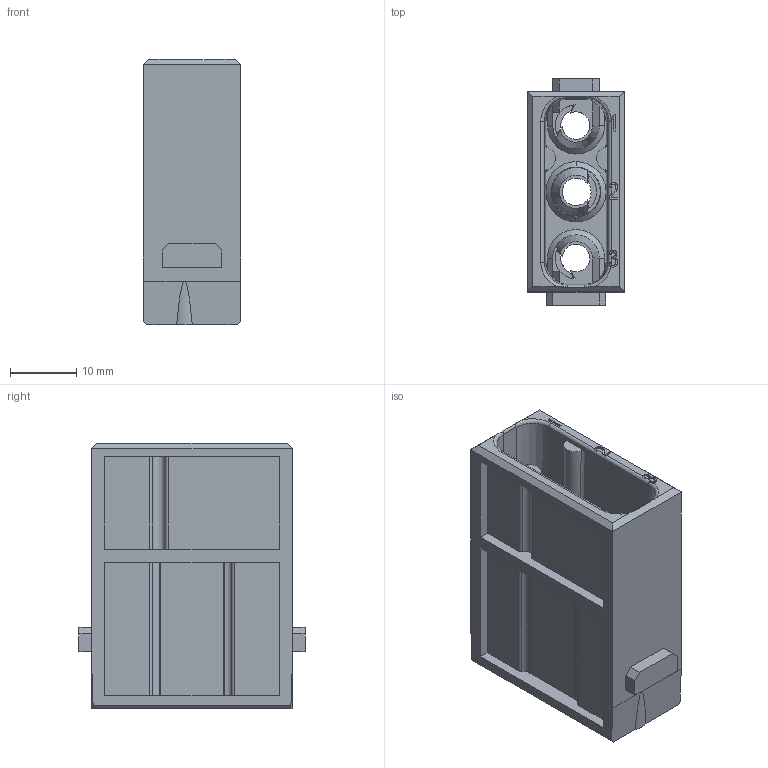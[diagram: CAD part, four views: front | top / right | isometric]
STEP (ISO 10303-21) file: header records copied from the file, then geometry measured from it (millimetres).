
FILE_DESCRIPTION((''),'2;1');
FILE_NAME('ZUI_7_1','2017-09-18T',('dm.li'),(''),'PRO/ENGINEER BY PARAMETRIC TECHNOLOGY CORPORATION, 2012480','PRO/ENGINEER BY PARAMETRIC TECHNOLOGY CORPORATION, 2012480','');
FILE_SCHEMA(('AUTOMOTIVE_DESIGN { 1 0 10303 214 1 1 1 1 }'));
Length unit declared in the file: millimetre
Products named in the file (1): ZUI_7_1
Bounding box: 14.65 x 34.2 x 40.1 mm (x, y, z)
Volume: 8141.8 mm3; surface area: 9098.9 mm2
Topology: 1 solids, 4 shells, 339 faces, 991 edges, 664 vertices
Faces by surface type: plane 184, cylinder 59, extrusion 44, cone 28, bspline 16, torus 8
Entity records: 15487 total; most frequent: CARTESIAN_POINT 4288, ORIENTED_EDGE 1970, DIRECTION 1543, EDGE_CURVE 991, VERTEX_POINT 664, VECTOR 549, LINE 505, AXIS2_PLACEMENT_3D 497
